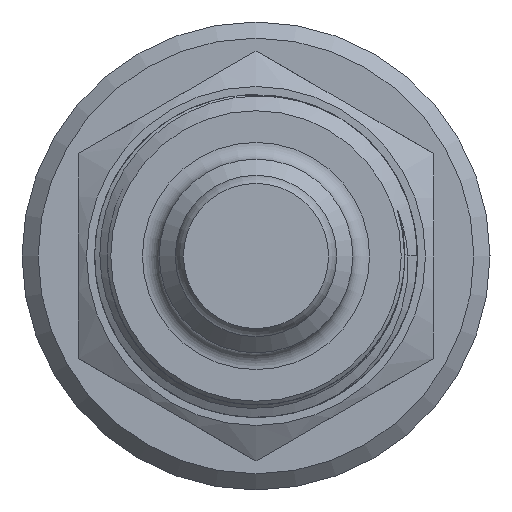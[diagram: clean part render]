
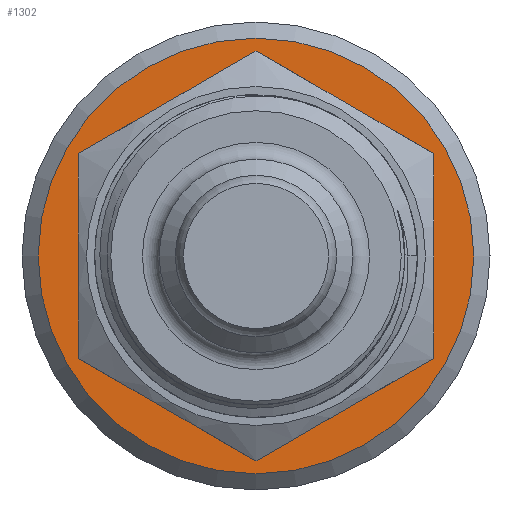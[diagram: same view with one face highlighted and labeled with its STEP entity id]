
A CAD part, left-side view. The second image highlights one B-rep face of the part: STEP entity #1302.
In plain terms, the highlighted planar face has unit normal (-1, 0, 0).
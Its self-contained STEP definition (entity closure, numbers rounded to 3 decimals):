
#1302=ADVANCED_FACE('',(#2159,#2161),#2163,.T.);
#2159=FACE_BOUND('',#2160,.T.);
#2160=EDGE_LOOP('',(#11317));
#2161=FACE_BOUND('',#2162,.T.);
#2162=EDGE_LOOP('',(#11318));
#2163=PLANE('',#2164);
#2164=AXIS2_PLACEMENT_3D('',#2165,#2166,#2167);
#2165=CARTESIAN_POINT('',(2.,0.,0.));
#2166=DIRECTION('',(-1.,0.,0.));
#2167=DIRECTION('',(0.,1.,0.));
#11317=ORIENTED_EDGE('',*,*,#14785,.F.);
#11318=ORIENTED_EDGE('',*,*,#14786,.T.);
#14785=EDGE_CURVE('',#16555,#16555,#16556,.T.);
#14786=EDGE_CURVE('',#16557,#16557,#16558,.T.);
#16555=VERTEX_POINT('',#19574);
#16556=CIRCLE('',#19575,13.5);
#16557=VERTEX_POINT('',#19579);
#16558=CIRCLE('',#19580,6.);
#19574=CARTESIAN_POINT('',(2.,13.5,0.));
#19575=AXIS2_PLACEMENT_3D('',#19576,#19577,#19578);
#19576=CARTESIAN_POINT('',(2.,0.,0.));
#19577=DIRECTION('',(1.,0.,0.));
#19578=DIRECTION('',(0.,1.,0.));
#19579=CARTESIAN_POINT('',(2.,6.,0.));
#19580=AXIS2_PLACEMENT_3D('',#19581,#19582,#19583);
#19581=CARTESIAN_POINT('',(2.,0.,0.));
#19582=DIRECTION('',(1.,0.,0.));
#19583=DIRECTION('',(0.,1.,0.));
